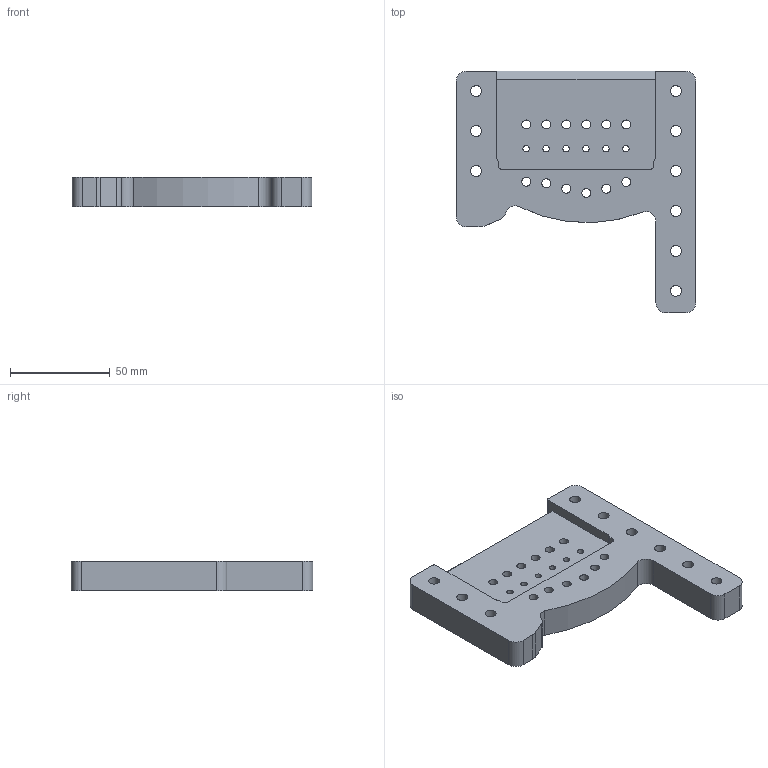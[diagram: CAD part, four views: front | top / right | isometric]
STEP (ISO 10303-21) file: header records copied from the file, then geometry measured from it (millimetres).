
FILE_DESCRIPTION(/* description */ ('STEP AP242','CAx-IF Rec.Pracs.---Representation and Presentation of Product Manufacturing Information (PMI)---4.0---2014-10-13','CAx-IF Rec.Pracs.---3D Tessellated Geometry---0.4---2014-09-14','2;1'),/* implementation_level */ '2;1');
FILE_NAME(/* name */ 'ExoGuitar - Headless Tuner Bridge Plate',/* time_stamp */ '2025-01-13T14:47:26Z',/* author */ (''),/* organization */ (''),/* preprocessor_version */ 'ST-DEVELOPER v20',/* originating_system */ 'ONSHAPE BY PTC INC, 1.192',/* authorisation */ ' ');
FILE_SCHEMA (('AP242_MANAGED_MODEL_BASED_3D_ENGINEERING_MIM_LF { 1 0 10303 442 1 1 4 }'));
Length unit declared in the file: metre
Products named in the file (1): Headless Tuner Bridge Plate
Bounding box: 120 x 121 x 15 mm (x, y, z)
Volume: 120491.3 mm3; surface area: 31258.4 mm2
Topology: 1 solids, 1 shells, 61 faces, 189 edges, 130 vertices
Faces by surface type: cylinder 45, plane 16
Full cylindrical faces by diameter (mm): 3.2 x6, 4.5 x12, 5.5 x9
Entity records: 2056 total; most frequent: DIRECTION 364, CARTESIAN_POINT 330, ORIENTED_EDGE 300, AXIS2_PLACEMENT_3D 152, EDGE_CURVE 150, EDGE_LOOP 142, FACE_BOUND 142, VERTEX_POINT 118
